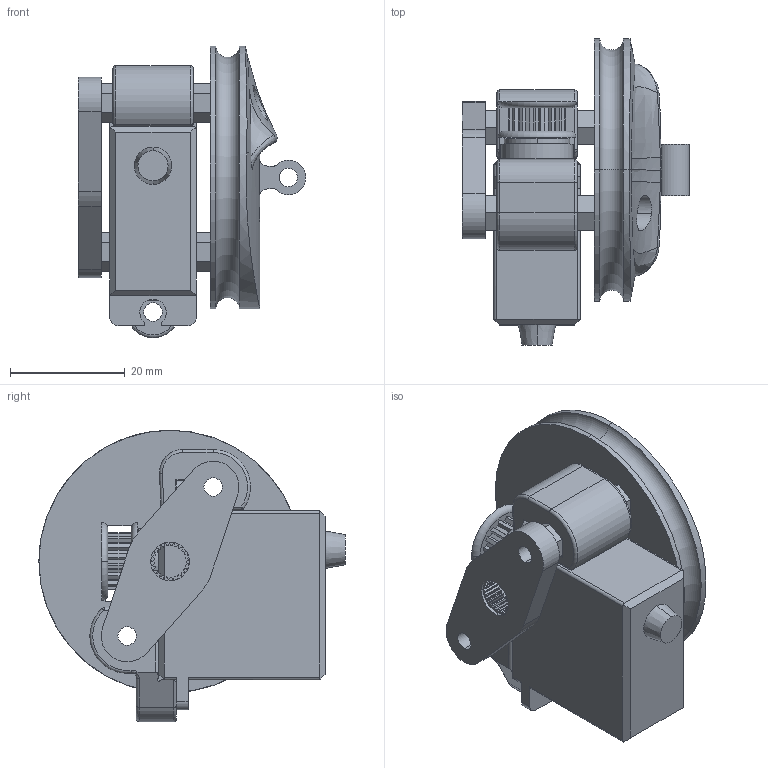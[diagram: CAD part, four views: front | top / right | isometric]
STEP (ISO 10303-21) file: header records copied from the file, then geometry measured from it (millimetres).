
FILE_DESCRIPTION((''),'2;1');
FILE_NAME('SAMUNO_ASM','2022-10-27T12:23:12',('apm49'),(''),'CREO PARAMETRIC BY PTC INC, 2019344','CREO PARAMETRIC BY PTC INC, 2019344','');
FILE_SCHEMA(('CONFIG_CONTROL_DESIGN'));
Length unit declared in the file: millimetre
Products named in the file (1): SAMUNO_ASM
Bounding box: 39.59 x 53.38 x 50.81 mm (x, y, z)
Surface area: 16230 mm2 (no closed solid volume)
Topology: 0 solids, 9 shells, 687 faces, 1864 edges, 1204 vertices
Faces by surface type: plane 368, cylinder 262, bspline 24, torus 21, cone 8, sphere 4
Entity records: 23594 total; most frequent: CARTESIAN_POINT 6241, ORIENTED_EDGE 3724, DIRECTION 3514, EDGE_CURVE 1862, VERTEX_POINT 1204, AXIS2_PLACEMENT_3D 1201, VECTOR 1112, LINE 1112
